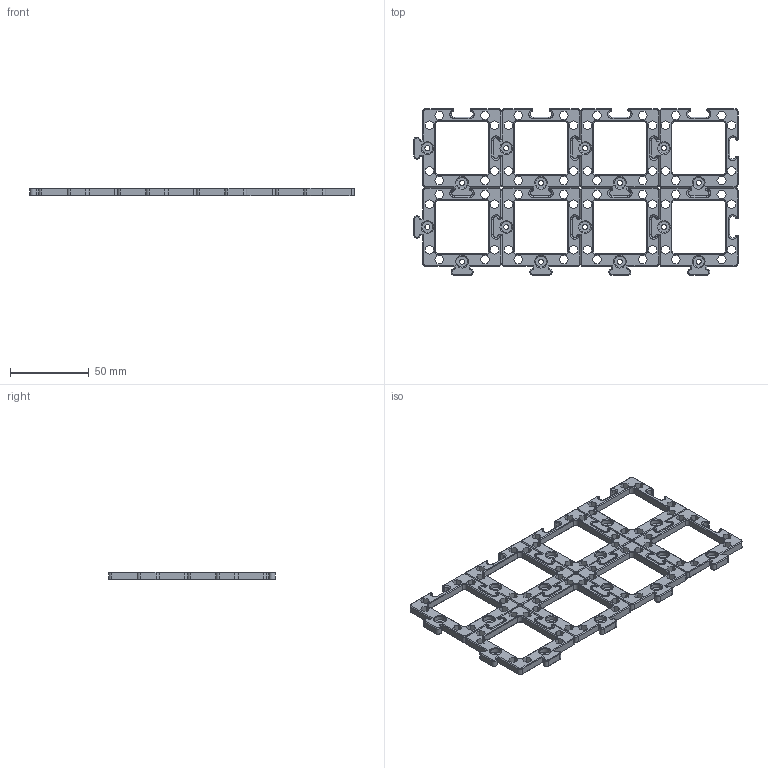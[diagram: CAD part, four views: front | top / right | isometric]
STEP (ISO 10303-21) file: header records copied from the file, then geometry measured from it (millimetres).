
FILE_DESCRIPTION(/* description */ (''),/* implementation_level */ '2;1');
FILE_NAME(/* name */ 'Assembly_base_4x2.iam.step',/* time_stamp */ '2022-11-29T08:57:47+01:00',/* author */ ('diederichbenedict'),/* organization */ (''),/* preprocessor_version */ 'ST-DEVELOPER v18.1',/* originating_system */ 'Autodesk Inventor 2022',/* authorisation */ '');
FILE_SCHEMA (('AUTOMOTIVE_DESIGN { 1 0 10303 214 3 1 1 }'));
Length unit declared in the file: millimetre
Products named in the file (2): Assembly_base_4x2; 10_Base_puzzle_v3
Assembly tree (8 placements, depth 2):
  Assembly_base_4x2
    10_Base_puzzle_v3  x8
Bounding box: 205.6 x 105.6 x 5 mm (x, y, z)
Volume: 43759.5 mm3; surface area: 39179.4 mm2
Topology: 8 solids, 8 shells, 1560 faces, 3904 edges, 2376 vertices
Faces by surface type: plane 880, cylinder 320, cone 264, sphere 48, torus 48
Full cylindrical faces by diameter (mm): 3.2 x16, 7 x16
Entity records: 5883 total; most frequent: DIRECTION 1032, CARTESIAN_POINT 990, ORIENTED_EDGE 976, EDGE_CURVE 488, LINE 354, VECTOR 354, AXIS2_PLACEMENT_3D 339, VERTEX_POINT 297
